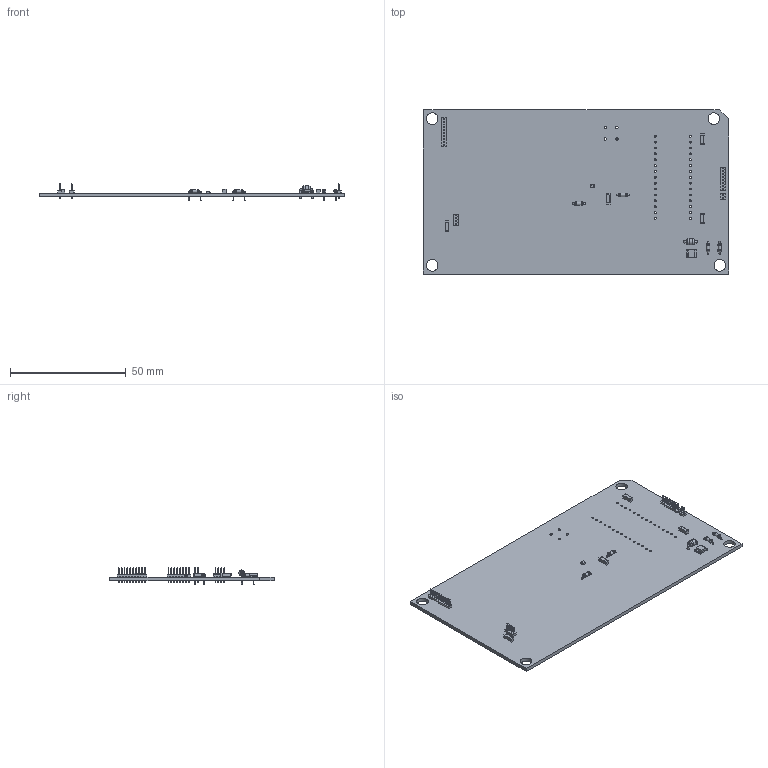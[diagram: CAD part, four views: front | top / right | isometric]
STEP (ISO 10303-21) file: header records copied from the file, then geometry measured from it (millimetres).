
FILE_DESCRIPTION(('KiCad electronic assembly'),'2;1');
FILE_NAME('water_quality.step','2023-03-22T22:56:48',('An Author'),( 'A Company'),'Open CASCADE STEP processor 6.9', 'KiCad to STEP converter','Unknown');
FILE_SCHEMA(('AUTOMOTIVE_DESIGN { 1 0 10303 214 1 1 1 1 }'));
Length unit declared in the file: millimetre
Products named in the file (20): Open CASCADE STEP translator 6.9 1; C_1806_4516Metric; SOLID; R_Axial_DIN0204_L3.6mm_D1.6mm_P5.08mm_Horizontal; WSON-6_1.5x1.5mm_P0.5mm; PinHeader_1x04_P1.27mm_Vertical; PinHeader_1x10_P1.27mm_Vertical; PinHeader_1x08_P1.27mm_Vertical; PinHeader_1x02_P1.27mm_Vertical; LED_1812_4532Metric; D_T-1_P5.08mm_Horizontal; COMPOUND
Assembly tree (25 placements, depth 3):
  Open CASCADE STEP translator 6.9 1
    C_1806_4516Metric  x4
      SOLID
    R_Axial_DIN0204_L3.6mm_D1.6mm_P5.08mm_Horizontal  x4
      SOLID
    WSON-6_1.5x1.5mm_P0.5mm
      SOLID
    PinHeader_1x04_P1.27mm_Vertical
      SOLID
    PinHeader_1x10_P1.27mm_Vertical
      SOLID
    PinHeader_1x08_P1.27mm_Vertical
      SOLID
    PinHeader_1x02_P1.27mm_Vertical
      SOLID
    LED_1812_4532Metric
      SOLID
    D_T-1_P5.08mm_Horizontal
      SOLID
    COMPOUND
Bounding box: 132.08 x 71.12 x 7 mm (x, y, z)
Volume: 15036.5 mm3; surface area: 20341.7 mm2
Topology: 16 solids, 16 shells, 961 faces, 2332 edges, 1481 vertices
Faces by surface type: plane 786, cylinder 155, torus 20
Full cylindrical faces by diameter (mm): 0.3 x1, 0.5 x8, 0.65 x24, 0.7 x12, 0.8 x30, 1 x2, 1.1 x4, 1.44 x4, 1.6 x8, 2.6 x1, 2.62 x1, 5 x4
Entity records: 57460 total; most frequent: CARTESIAN_POINT 9374, DIRECTION 8036, LINE 5704, VECTOR 5704, ORIENTED_EDGE 4094, PCURVE 4094, DEFINITIONAL_REPRESENTATION 4094, EDGE_CURVE 2047
